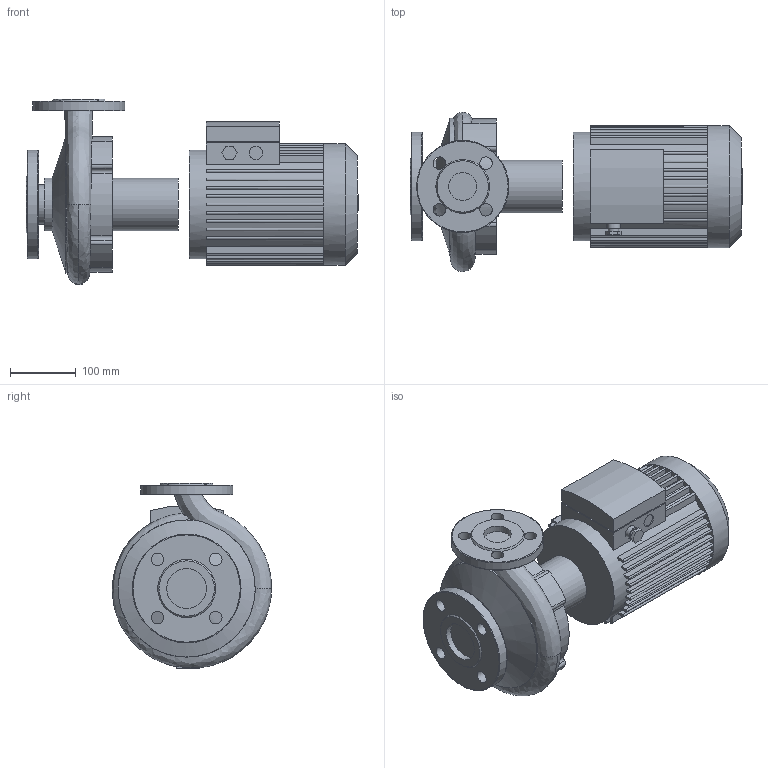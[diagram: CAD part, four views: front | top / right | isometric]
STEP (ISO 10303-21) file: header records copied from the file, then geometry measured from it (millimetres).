
FILE_DESCRIPTION(/* description */ (''),/* implementation_level */ '2;1');
FILE_NAME(/* name */ '3d_BL32_170-0_75_4-2121071.stp',/* time_stamp */ '2017-11-06T15:07:56+01:00',/* author */ ('Andrzej'),/* organization */ (''),/* preprocessor_version */ 'ST-DEVELOPER v16.13',/* originating_system */ 'AutoCAD Mechanical',/* authorisation */ '');
FILE_SCHEMA (('AUTOMOTIVE_DESIGN { 1 0 10303 214 3 1 1 }'));
Length unit declared in the file: millimetre
Products named in the file (1): Product
Bounding box: 504 x 241.77 x 282 mm (x, y, z)
Volume: 10786675 mm3; surface area: 592174 mm2
Topology: 9 solids, 9 shells, 346 faces, 912 edges, 593 vertices
Faces by surface type: plane 216, cylinder 94, bspline 28, torus 4, cone 4
Full cylindrical faces by diameter (mm): 16 x1, 19 x8, 20 x4, 42.4 x1, 60.3 x2, 80 x1, 80.3 x1, 140 x1, 165 x2, 185 x1
Entity records: 12905 total; most frequent: CARTESIAN_POINT 4430, ORIENTED_EDGE 1750, DIRECTION 1733, EDGE_CURVE 875, AXIS2_PLACEMENT_3D 634, VERTEX_POINT 586, LINE 465, VECTOR 465
